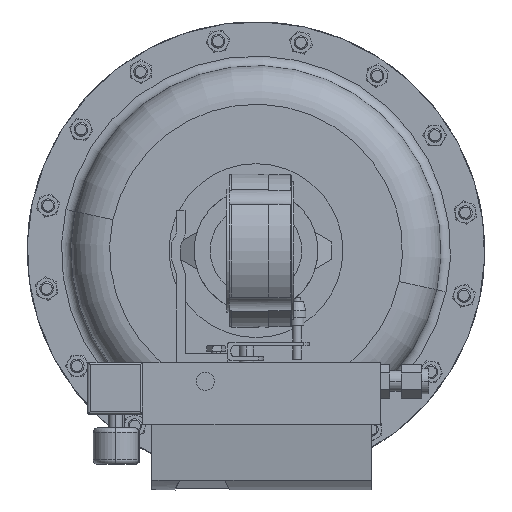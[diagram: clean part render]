
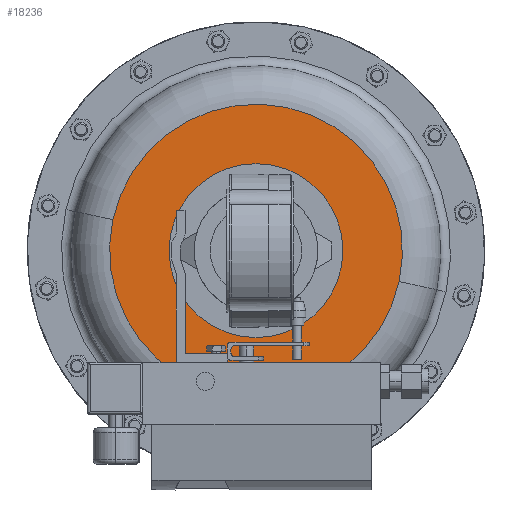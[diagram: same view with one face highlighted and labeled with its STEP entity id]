
A CAD part, front view. The second image highlights one B-rep face of the part: STEP entity #18236.
In plain terms, the highlighted planar face has unit normal (0, -1, 0).
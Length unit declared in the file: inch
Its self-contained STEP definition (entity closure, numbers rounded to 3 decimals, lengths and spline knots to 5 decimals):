
#284 = CARTESIAN_POINT ( 'NONE',  ( 0., 8.0425, 2.375 ) ) ;
#360 = CARTESIAN_POINT ( 'NONE',  ( -3.90963, 8.0425, 0.84544 ) ) ;
#1060 = CARTESIAN_POINT ( 'NONE',  ( 3.90963, 8.0425, -0.84544 ) ) ;
#1965 = DIRECTION ( 'NONE',  ( -0.977, 0., 0.211 ) ) ;
#2693 = AXIS2_PLACEMENT_3D ( 'NONE', #34258, #16979, #37185 ) ;
#3387 = PLANE ( 'NONE',  #25013 ) ;
#4938 = EDGE_LOOP ( 'NONE', ( #35655, #23899 ) ) ;
#6975 = ORIENTED_EDGE ( 'NONE', *, *, #24038, .T. ) ;
#9000 = EDGE_CURVE ( 'NONE', #30296, #13997, #18441, .T. ) ;
#11015 = EDGE_CURVE ( 'NONE', #13997, #30296, #21548, .T. ) ;
#12090 = DIRECTION ( 'NONE',  ( 0.977, 0., -0.211 ) ) ;
#12883 = VERTEX_POINT ( 'NONE', #284 ) ;
#13997 = VERTEX_POINT ( 'NONE', #360 ) ;
#14843 = CARTESIAN_POINT ( 'NONE',  ( 0.84544, 8.0425, 3.90963 ) ) ;
#15257 = CARTESIAN_POINT ( 'NONE',  ( 0., 8.0425, 0. ) ) ;
#15790 = CIRCLE ( 'NONE', #35773, 2.375 ) ;
#15838 = ORIENTED_EDGE ( 'NONE', *, *, #24719, .T. ) ;
#16664 = CIRCLE ( 'NONE', #2693, 2.375 ) ;
#16779 = CARTESIAN_POINT ( 'NONE',  ( 0., 8.0425, 0. ) ) ;
#16865 = EDGE_LOOP ( 'NONE', ( #6975, #15838 ) ) ;
#16979 = DIRECTION ( 'NONE',  ( 0., 1., 0. ) ) ;
#17471 = VERTEX_POINT ( 'NONE', #27774 ) ;
#18180 = DIRECTION ( 'NONE',  ( -0.977, 0., 0.211 ) ) ;
#18236 = ADVANCED_FACE ( 'NONE', ( #23887, #31565 ), #3387, .T. ) ;
#18441 = CIRCLE ( 'NONE', #21595, 4. ) ;
#19230 = DIRECTION ( 'NONE',  ( 0., 1., 0. ) ) ;
#19696 = DIRECTION ( 'NONE',  ( 0., 0., 1. ) ) ;
#21548 = CIRCLE ( 'NONE', #33833, 4. ) ;
#21595 = AXIS2_PLACEMENT_3D ( 'NONE', #36523, #19230, #1965 ) ;
#23887 = FACE_OUTER_BOUND ( 'NONE', #4938, .T. ) ;
#23899 = ORIENTED_EDGE ( 'NONE', *, *, #9000, .F. ) ;
#24038 = EDGE_CURVE ( 'NONE', #17471, #12883, #15790, .T. ) ;
#24719 = EDGE_CURVE ( 'NONE', #12883, #17471, #16664, .T. ) ;
#25013 = AXIS2_PLACEMENT_3D ( 'NONE', #14843, #29401, #12090 ) ;
#27774 = CARTESIAN_POINT ( 'NONE',  ( 0., 8.0425, -2.375 ) ) ;
#29401 = DIRECTION ( 'NONE',  ( 0., -1., 0. ) ) ;
#30296 = VERTEX_POINT ( 'NONE', #1060 ) ;
#31565 = FACE_BOUND ( 'NONE', #16865, .T. ) ;
#33833 = AXIS2_PLACEMENT_3D ( 'NONE', #15257, #35454, #18180 ) ;
#34258 = CARTESIAN_POINT ( 'NONE',  ( 0., 8.0425, 0. ) ) ;
#35454 = DIRECTION ( 'NONE',  ( 0., 1., 0. ) ) ;
#35655 = ORIENTED_EDGE ( 'NONE', *, *, #11015, .F. ) ;
#35773 = AXIS2_PLACEMENT_3D ( 'NONE', #16779, #36986, #19696 ) ;
#36523 = CARTESIAN_POINT ( 'NONE',  ( 0., 8.0425, 0. ) ) ;
#36986 = DIRECTION ( 'NONE',  ( 0., 1., 0. ) ) ;
#37185 = DIRECTION ( 'NONE',  ( 0., 0., 1. ) ) ;
